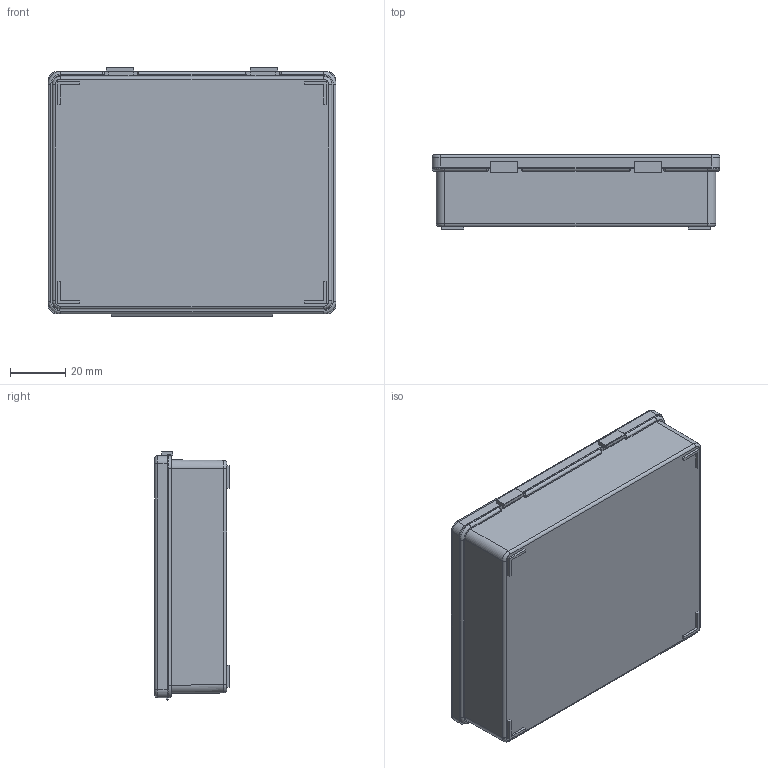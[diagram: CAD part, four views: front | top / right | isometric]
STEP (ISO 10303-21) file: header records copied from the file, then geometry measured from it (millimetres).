
FILE_DESCRIPTION (( 'STEP AP214' ), '1' );
FILE_NAME ('B122 Êîðîáêà ïëàñòèêîâàÿ, 100x82x25 ìì.STEP', '2020-04-06T13:15:59', ( '' ), ( '' ), 'SwSTEP 2.0', 'SolidWorks 2020', '' );
FILE_SCHEMA (( 'AUTOMOTIVE_DESIGN' ));
Length unit declared in the file: millimetre
Products named in the file (3): B122 Åìêîñòü; B122 Êîðîáêà ïëàñòèêîâàÿ, 100x82x25 ìì; B122 Êðûøêà
Assembly tree (2 placements, depth 2):
  B122 Êîðîáêà ïëàñòèêîâàÿ, 100x82x25 ìì
    B122 Åìêîñòü
    B122 Êðûøêà
Bounding box: 104 x 26.9 x 90 mm (x, y, z)
Volume: 38112.9 mm3; surface area: 56473.9 mm2
Topology: 2 solids, 2 shells, 240 faces, 611 edges, 374 vertices
Faces by surface type: plane 116, cylinder 80, bspline 20, torus 20, sphere 4
Entity records: 7775 total; most frequent: CARTESIAN_POINT 2038, ORIENTED_EDGE 1214, DIRECTION 1151, EDGE_CURVE 607, LINE 393, VECTOR 393, AXIS2_PLACEMENT_3D 379, VERTEX_POINT 374
